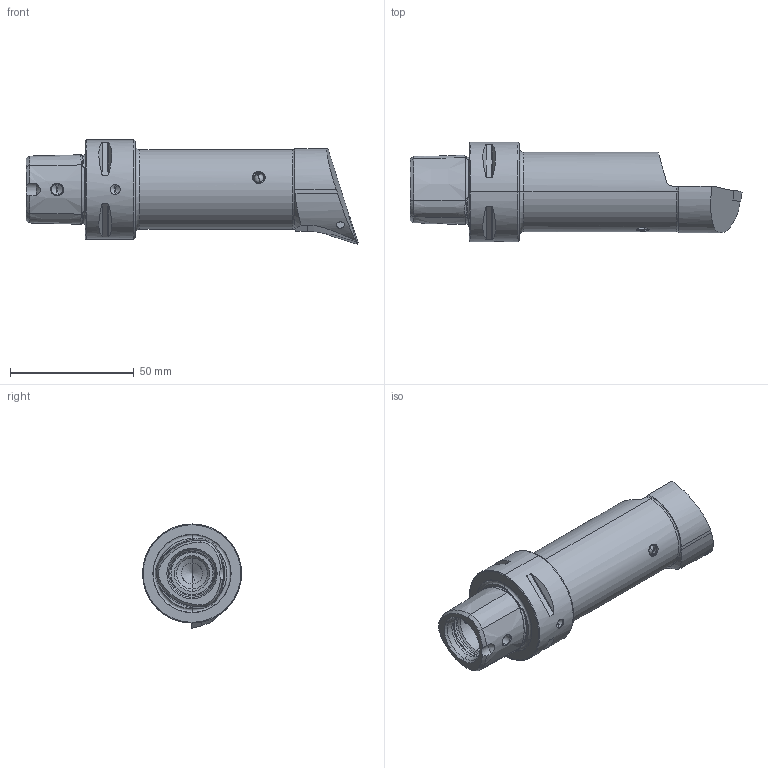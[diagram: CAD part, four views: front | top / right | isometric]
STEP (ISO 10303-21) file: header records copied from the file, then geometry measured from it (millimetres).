
FILE_DESCRIPTION (( 'STEP AP203' ), '1' );
FILE_NAME ('PS4-BDB.RQB.110.STEP', '2012-06-06T11:33:25', ( 'baer' ), ( 'Hewlett-Packard Company' ), 'SwSTEP 2.0', 'SolidWorks 2012', '' );
FILE_SCHEMA (( 'CONFIG_CONTROL_DESIGN' ));
Length unit declared in the file: millimetre
Products named in the file (5): PS4-BDB.RQB.110; KVT_MB_600_050; WCB-ER2.001.009_A; DCMT11T304; PS4-BDB.RQB.110_A
Assembly tree (4 placements, depth 2):
  PS4-BDB.RQB.110
    PS4-BDB.RQB.110_A
    DCMT11T304
    WCB-ER2.001.009_A
    KVT_MB_600_050
Bounding box: 134 x 40 x 42 mm (x, y, z)
Volume: 86654.9 mm3; surface area: 19733.2 mm2
Topology: 5 solids, 5 shells, 295 faces, 716 edges, 426 vertices
Faces by surface type: cone 102, cylinder 73, plane 53, torus 47, bspline 16, sphere 4
Entity records: 10277 total; most frequent: CARTESIAN_POINT 3230, ORIENTED_EDGE 1394, DIRECTION 1344, EDGE_CURVE 697, AXIS2_PLACEMENT_3D 555, VERTEX_POINT 423, EDGE_LOOP 316, FACE_OUTER_BOUND 295
